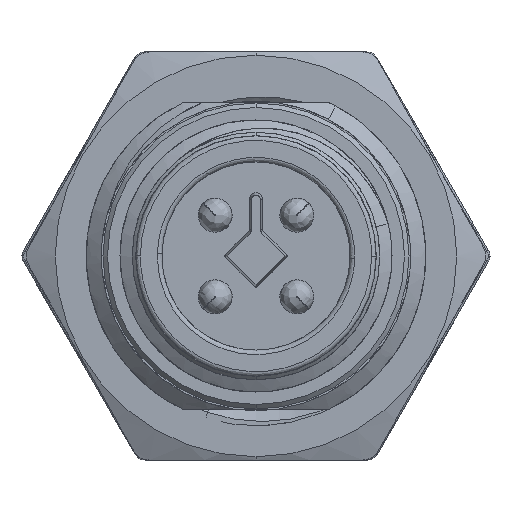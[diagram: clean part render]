
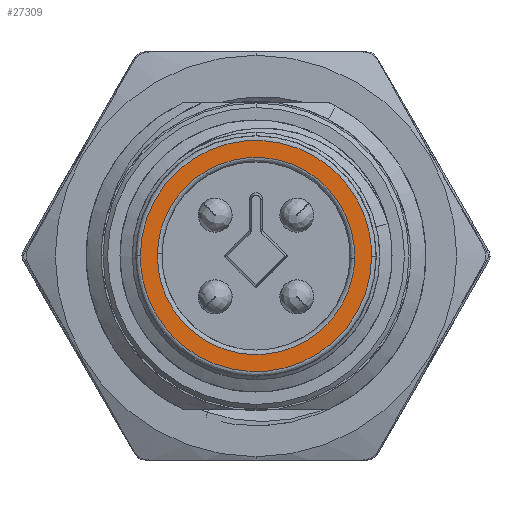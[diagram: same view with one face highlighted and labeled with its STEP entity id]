
A CAD part, left-side view. The second image highlights one B-rep face of the part: STEP entity #27309.
In plain terms, the highlighted planar face has unit normal (-1, 0, 0).
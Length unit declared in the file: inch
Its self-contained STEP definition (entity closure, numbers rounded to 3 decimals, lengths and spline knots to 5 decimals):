
#70 = EDGE_CURVE ( 'NONE', #948, #11448, #29241, .T. ) ;
#299 = ORIENTED_EDGE ( 'NONE', *, *, #21267, .F. ) ;
#344 = CARTESIAN_POINT ( 'NONE',  ( -0.07874, 0.20079, 0. ) ) ;
#421 = ORIENTED_EDGE ( 'NONE', *, *, #7827, .F. ) ;
#695 = FACE_BOUND ( 'NONE', #29915, .T. ) ;
#850 = CARTESIAN_POINT ( 'NONE',  ( -0.07874, 0.20079, 0.00034 ) ) ;
#867 = PLANE ( 'NONE',  #19869 ) ;
#948 = VERTEX_POINT ( 'NONE', #31433 ) ;
#1185 = CARTESIAN_POINT ( 'NONE',  ( -0.07874, -0.20079, 0. ) ) ;
#1388 =( BOUNDED_CURVE ( )  B_SPLINE_CURVE ( 3, ( #9069, #21963, #30134, #27444 ),
 .UNSPECIFIED., .F., .T. ) 
 B_SPLINE_CURVE_WITH_KNOTS ( ( 4, 4 ),
 ( 0.49634, 1. ),
 .UNSPECIFIED. ) 
 CURVE ( )  GEOMETRIC_REPRESENTATION_ITEM ( )  RATIONAL_B_SPLINE_CURVE ( ( 1., 0.374, 0.374, 1. ) ) 
 REPRESENTATION_ITEM ( '' )  );
#1784 = VERTEX_POINT ( 'NONE', #9834 ) ;
#2294 = CARTESIAN_POINT ( 'NONE',  ( -0.07874, -0.20079, 0. ) ) ;
#3427 = ORIENTED_EDGE ( 'NONE', *, *, #31177, .F. ) ;
#3562 = CARTESIAN_POINT ( 'NONE',  ( -0.07874, 0.20079, 0.00023 ) ) ;
#3612 = CARTESIAN_POINT ( 'NONE',  ( -0.07874, -0.20079, -0.00034 ) ) ;
#4072 = CARTESIAN_POINT ( 'NONE',  ( -0.07874, 0.16946, 0.02476 ) ) ;
#4344 = CARTESIAN_POINT ( 'NONE',  ( -0.07874, -0.2001, -0.40123 ) ) ;
#4537 = EDGE_CURVE ( 'NONE', #8606, #1784, #7322, .T. ) ;
#6291 = CARTESIAN_POINT ( 'NONE',  ( -0.07874, 0.16946, -0.02476 ) ) ;
#6946 = CARTESIAN_POINT ( 'NONE',  ( -0.07874, 0.17123, 0.00375 ) ) ;
#7322 =( BOUNDED_CURVE ( )  B_SPLINE_CURVE ( 3, ( #30099, #11767, #9216, #3612 ),
 .UNSPECIFIED., .F., .F. ) 
 B_SPLINE_CURVE_WITH_KNOTS ( ( 4, 4 ),
 ( 0., 0.00055 ),
 .UNSPECIFIED. ) 
 CURVE ( )  GEOMETRIC_REPRESENTATION_ITEM ( )  RATIONAL_B_SPLINE_CURVE ( ( 1., 1., 1., 1. ) ) 
 REPRESENTATION_ITEM ( '' )  );
#7355 = VERTEX_POINT ( 'NONE', #14495 ) ;
#7827 = EDGE_CURVE ( 'NONE', #11448, #8606, #24878, .T. ) ;
#8127 = B_SPLINE_CURVE_WITH_KNOTS ( 'NONE', 3,
 ( #31169, #15723, #31840, #15886 ),
 .UNSPECIFIED., .F., .F.,
 ( 4, 4 ),
 ( 0.42426, 1. ),
 .UNSPECIFIED. ) ;
#8143 = CARTESIAN_POINT ( 'NONE',  ( -0.07874, 0.20079, 0.00034 ) ) ;
#8606 = VERTEX_POINT ( 'NONE', #2294 ) ;
#9069 = CARTESIAN_POINT ( 'NONE',  ( -0.07874, -0.17122, -0.00375 ) ) ;
#9216 = CARTESIAN_POINT ( 'NONE',  ( -0.07874, -0.20079, -0.00023 ) ) ;
#9834 = CARTESIAN_POINT ( 'NONE',  ( -0.07874, -0.20079, -0.00034 ) ) ;
#10997 = ORIENTED_EDGE ( 'NONE', *, *, #4537, .F. ) ;
#11372 = CARTESIAN_POINT ( 'NONE',  ( -0.07874, 0.2001, 0.40123 ) ) ;
#11448 = VERTEX_POINT ( 'NONE', #23379 ) ;
#11634 = CARTESIAN_POINT ( 'NONE',  ( -0.07874, 0.20079, 0. ) ) ;
#11767 = CARTESIAN_POINT ( 'NONE',  ( -0.07874, -0.20079, -0.00011 ) ) ;
#12979 = CARTESIAN_POINT ( 'NONE',  ( -0.07874, 0.12717, -0.31422 ) ) ;
#13239 = CARTESIAN_POINT ( 'NONE',  ( -0.07874, -0.17122, -0.00375 ) ) ;
#14103 = CARTESIAN_POINT ( 'NONE',  ( -0.07874, 0., 0. ) ) ;
#14349 = CARTESIAN_POINT ( 'NONE',  ( -0.07874, -0.20079, -0.00034 ) ) ;
#14495 = CARTESIAN_POINT ( 'NONE',  ( -0.07874, 0.17123, 0.00375 ) ) ;
#15723 = CARTESIAN_POINT ( 'NONE',  ( -0.07874, 0.17144, -0.00578 ) ) ;
#15886 = CARTESIAN_POINT ( 'NONE',  ( -0.07874, 0.16946, -0.02476 ) ) ;
#16621 = B_SPLINE_CURVE_WITH_KNOTS ( 'NONE', 3,
 ( #4072, #19824, #30206, #6946 ),
 .UNSPECIFIED., .F., .F.,
 ( 4, 4 ),
 ( 0., 0.42426 ),
 .UNSPECIFIED. ) ;
#17370 = EDGE_LOOP ( 'NONE', ( #10997, #421, #22995, #30243 ) ) ;
#17919 =( BOUNDED_CURVE ( )  B_SPLINE_CURVE ( 3, ( #14349, #4344, #29971, #11634 ),
 .UNSPECIFIED., .F., .F. ) 
 B_SPLINE_CURVE_WITH_KNOTS ( ( 4, 4 ),
 ( 0.00055, 1. ),
 .UNSPECIFIED. ) 
 CURVE ( )  GEOMETRIC_REPRESENTATION_ITEM ( )  RATIONAL_B_SPLINE_CURVE ( ( 1., 0.334, 0.334, 1. ) ) 
 REPRESENTATION_ITEM ( '' )  );
#18184 = ORIENTED_EDGE ( 'NONE', *, *, #18472, .F. ) ;
#18359 = CARTESIAN_POINT ( 'NONE',  ( -0.07874, -0.17122, -0.00375 ) ) ;
#18472 = EDGE_CURVE ( 'NONE', #7355, #24555, #8127, .T. ) ;
#18614 = EDGE_CURVE ( 'NONE', #1784, #948, #17919, .T. ) ;
#19278 = ORIENTED_EDGE ( 'NONE', *, *, #21567, .F. ) ;
#19824 = CARTESIAN_POINT ( 'NONE',  ( -0.07874, 0.17048, 0.0178 ) ) ;
#19869 = AXIS2_PLACEMENT_3D ( 'NONE', #14103, #23952, #24456 ) ;
#21072 = CARTESIAN_POINT ( 'NONE',  ( -0.07874, 0.16946, 0.02476 ) ) ;
#21267 = EDGE_CURVE ( 'NONE', #32683, #21840, #1388, .T. ) ;
#21352 = CARTESIAN_POINT ( 'NONE',  ( -0.07874, -0.20079, 0.40089 ) ) ;
#21567 = EDGE_CURVE ( 'NONE', #24555, #32683, #31316, .T. ) ;
#21840 = VERTEX_POINT ( 'NONE', #21072 ) ;
#21963 = CARTESIAN_POINT ( 'NONE',  ( -0.07874, -0.17789, 0.30057 ) ) ;
#22995 = ORIENTED_EDGE ( 'NONE', *, *, #70, .F. ) ;
#23379 = CARTESIAN_POINT ( 'NONE',  ( -0.07874, 0.20079, 0.00034 ) ) ;
#23952 = DIRECTION ( 'NONE',  ( 1., 0., 0. ) ) ;
#24456 = DIRECTION ( 'NONE',  ( 0., 0., -1. ) ) ;
#24555 = VERTEX_POINT ( 'NONE', #6291 ) ;
#24878 =( BOUNDED_CURVE ( )  B_SPLINE_CURVE ( 3, ( #850, #11372, #21352, #1185 ),
 .UNSPECIFIED., .F., .T. ) 
 B_SPLINE_CURVE_WITH_KNOTS ( ( 4, 4 ),
 ( 0.00055, 1. ),
 .UNSPECIFIED. ) 
 CURVE ( )  GEOMETRIC_REPRESENTATION_ITEM ( )  RATIONAL_B_SPLINE_CURVE ( ( 1., 0.334, 0.334, 1. ) ) 
 REPRESENTATION_ITEM ( '' )  );
#27309 = ADVANCED_FACE ( 'NONE', ( #695, #29556 ), #867, .F. ) ;
#27444 = CARTESIAN_POINT ( 'NONE',  ( -0.07874, 0.16946, 0.02476 ) ) ;
#28437 = CARTESIAN_POINT ( 'NONE',  ( -0.07874, 0.16946, -0.02476 ) ) ;
#28586 = CARTESIAN_POINT ( 'NONE',  ( -0.07874, -0.16481, -0.29621 ) ) ;
#29241 =( BOUNDED_CURVE ( )  B_SPLINE_CURVE ( 3, ( #344, #31913, #3562, #8143 ),
 .UNSPECIFIED., .F., .T. ) 
 B_SPLINE_CURVE_WITH_KNOTS ( ( 4, 4 ),
 ( 0., 0.00055 ),
 .UNSPECIFIED. ) 
 CURVE ( )  GEOMETRIC_REPRESENTATION_ITEM ( )  RATIONAL_B_SPLINE_CURVE ( ( 1., 1., 1., 1. ) ) 
 REPRESENTATION_ITEM ( '' )  );
#29556 = FACE_OUTER_BOUND ( 'NONE', #17370, .T. ) ;
#29915 = EDGE_LOOP ( 'NONE', ( #3427, #299, #19278, #18184 ) ) ;
#29971 = CARTESIAN_POINT ( 'NONE',  ( -0.07874, 0.20079, -0.40089 ) ) ;
#30099 = CARTESIAN_POINT ( 'NONE',  ( -0.07874, -0.20079, 0. ) ) ;
#30134 = CARTESIAN_POINT ( 'NONE',  ( -0.07874, 0.12545, 0.32596 ) ) ;
#30206 = CARTESIAN_POINT ( 'NONE',  ( -0.07874, 0.17107, 0.01078 ) ) ;
#30243 = ORIENTED_EDGE ( 'NONE', *, *, #18614, .F. ) ;
#31169 = CARTESIAN_POINT ( 'NONE',  ( -0.07874, 0.17123, 0.00375 ) ) ;
#31177 = EDGE_CURVE ( 'NONE', #21840, #7355, #16621, .T. ) ;
#31316 =( BOUNDED_CURVE ( )  B_SPLINE_CURVE ( 3, ( #28437, #12979, #28586, #18359 ),
 .UNSPECIFIED., .F., .T. ) 
 B_SPLINE_CURVE_WITH_KNOTS ( ( 4, 4 ),
 ( 0., 0.49634 ),
 .UNSPECIFIED. ) 
 CURVE ( )  GEOMETRIC_REPRESENTATION_ITEM ( )  RATIONAL_B_SPLINE_CURVE ( ( 1., 0.389, 0.389, 1. ) ) 
 REPRESENTATION_ITEM ( '' )  );
#31433 = CARTESIAN_POINT ( 'NONE',  ( -0.07874, 0.20079, 0. ) ) ;
#31840 = CARTESIAN_POINT ( 'NONE',  ( -0.07874, 0.17085, -0.01533 ) ) ;
#31913 = CARTESIAN_POINT ( 'NONE',  ( -0.07874, 0.20079, 0.00011 ) ) ;
#32683 = VERTEX_POINT ( 'NONE', #13239 ) ;
